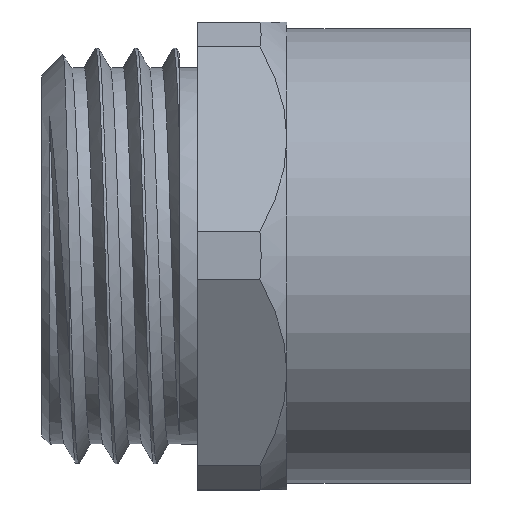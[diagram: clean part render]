
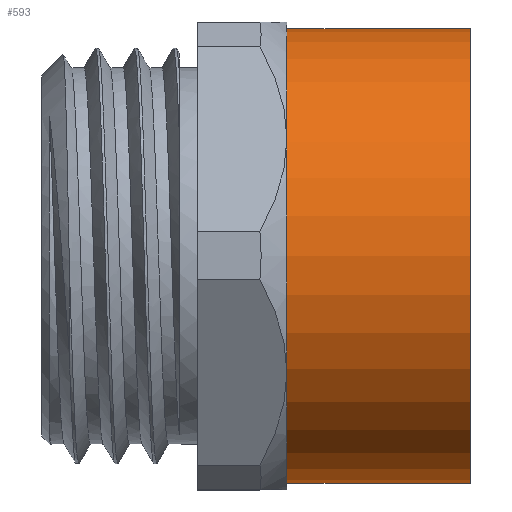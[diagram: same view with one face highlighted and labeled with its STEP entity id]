
A CAD part, top view. The second image highlights one B-rep face of the part: STEP entity #593.
In plain terms, the highlighted cylindrical face has radius 8.75 mm (diameter 17.5 mm), a full revolution.
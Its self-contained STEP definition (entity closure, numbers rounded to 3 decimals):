
#86=CYLINDRICAL_SURFACE('',#658,8.75);
#121=FACE_BOUND('',#209,.T.);
#159=FACE_OUTER_BOUND('',#208,.T.);
#208=EDGE_LOOP('',(#545));
#209=EDGE_LOOP('',(#546));
#228=CIRCLE('',#648,8.75);
#229=CIRCLE('',#650,8.75);
#299=VERTEX_POINT('',#2848);
#300=VERTEX_POINT('',#2851);
#380=EDGE_CURVE('',#299,#299,#228,.T.);
#381=EDGE_CURVE('',#300,#300,#229,.T.);
#545=ORIENTED_EDGE('',*,*,#380,.T.);
#546=ORIENTED_EDGE('',*,*,#381,.F.);
#593=ADVANCED_FACE('',(#159,#121),#86,.T.);
#648=AXIS2_PLACEMENT_3D('',#2849,#777,#778);
#650=AXIS2_PLACEMENT_3D('',#2852,#781,#782);
#658=AXIS2_PLACEMENT_3D('',#2863,#797,#798);
#777=DIRECTION('center_axis',(1.,0.,0.));
#778=DIRECTION('ref_axis',(0.,0.,-1.));
#781=DIRECTION('center_axis',(1.,0.,0.));
#782=DIRECTION('ref_axis',(0.,0.,-1.));
#797=DIRECTION('center_axis',(1.,0.,0.));
#798=DIRECTION('ref_axis',(0.,1.,0.));
#2848=CARTESIAN_POINT('',(-7.06,8.75,0.));
#2849=CARTESIAN_POINT('Origin',(-7.06,0.,0.));
#2851=CARTESIAN_POINT('',(0.,8.75,0.));
#2852=CARTESIAN_POINT('Origin',(0.,0.,0.));
#2863=CARTESIAN_POINT('Origin',(-3.53,0.,0.));
